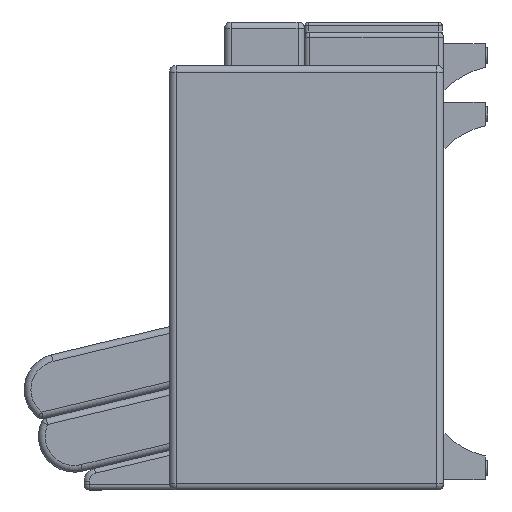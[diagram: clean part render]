
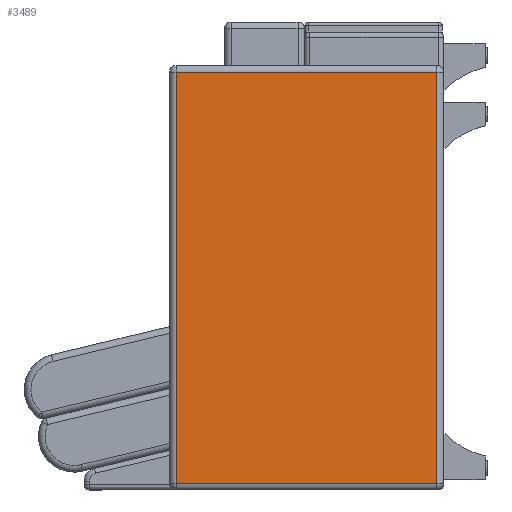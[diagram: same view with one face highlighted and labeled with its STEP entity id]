
A CAD part, left-side view. The second image highlights one B-rep face of the part: STEP entity #3489.
In plain terms, the highlighted face is planar.
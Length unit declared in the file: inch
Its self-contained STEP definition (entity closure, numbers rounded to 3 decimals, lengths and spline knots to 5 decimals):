
#229=PLANE('',#4167);
#515=FACE_OUTER_BOUND('',#768,.T.);
#768=EDGE_LOOP('',(#3086,#3087,#3088,#3089));
#994=LINE('',#6476,#1227);
#1002=LINE('',#6513,#1235);
#1004=LINE('',#6519,#1237);
#1005=LINE('',#6520,#1238);
#1227=VECTOR('',#5304,0.3937);
#1235=VECTOR('',#5350,0.3937);
#1237=VECTOR('',#5356,0.3937);
#1238=VECTOR('',#5357,0.3937);
#1708=VERTEX_POINT('',#6473);
#1709=VERTEX_POINT('',#6475);
#1719=VERTEX_POINT('',#6512);
#1721=VERTEX_POINT('',#6518);
#2157=EDGE_CURVE('',#1708,#1709,#994,.T.);
#2176=EDGE_CURVE('',#1709,#1719,#1002,.T.);
#2179=EDGE_CURVE('',#1721,#1708,#1004,.T.);
#2180=EDGE_CURVE('',#1719,#1721,#1005,.T.);
#3086=ORIENTED_EDGE('',*,*,#2157,.F.);
#3087=ORIENTED_EDGE('',*,*,#2179,.F.);
#3088=ORIENTED_EDGE('',*,*,#2180,.F.);
#3089=ORIENTED_EDGE('',*,*,#2176,.F.);
#3489=ADVANCED_FACE('',(#515),#229,.T.);
#4167=AXIS2_PLACEMENT_3D('',#6517,#5354,#5355);
#5304=DIRECTION('',(0.,0.,-1.));
#5350=DIRECTION('',(0.,-1.,0.));
#5354=DIRECTION('center_axis',(1.,0.,0.));
#5355=DIRECTION('ref_axis',(0.,0.,-1.));
#5356=DIRECTION('',(0.,1.,0.));
#5357=DIRECTION('',(0.,0.,1.));
#6473=CARTESIAN_POINT('',(2.5,10.05631,13.97163));
#6475=CARTESIAN_POINT('',(2.5,10.05631,-16.77268));
#6476=CARTESIAN_POINT('',(2.5,10.05631,-9.21161));
#6512=CARTESIAN_POINT('',(2.5,-9.44369,-16.77268));
#6513=CARTESIAN_POINT('',(2.5,-4.94369,-16.77268));
#6517=CARTESIAN_POINT('Origin',(2.5,0.05631,-1.40053));
#6518=CARTESIAN_POINT('',(2.5,-9.44369,13.97163));
#6519=CARTESIAN_POINT('',(2.5,5.05631,13.97163));
#6520=CARTESIAN_POINT('',(2.5,-9.44369,6.41055));
